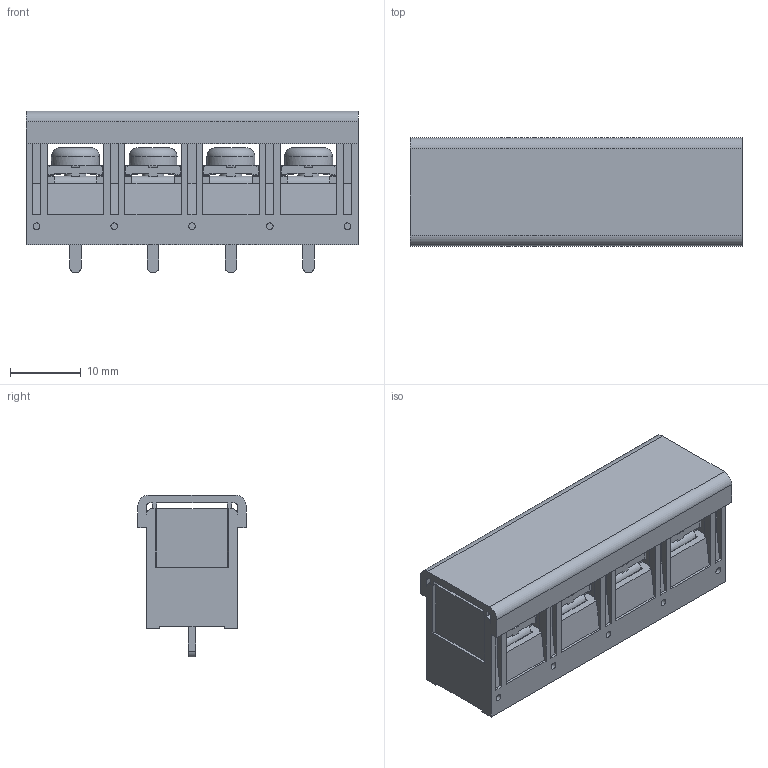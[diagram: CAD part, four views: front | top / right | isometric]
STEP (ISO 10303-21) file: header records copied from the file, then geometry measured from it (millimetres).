
FILE_DESCRIPTION( ( 'Unknown' ), '1' );
FILE_NAME( 'BT26M101-20200813草B2--.stp', 'Unknown', ( 'Unknown' ), ( 'Unknown' ), 'XStep 1.0', 'Unknown', ' ' );
FILE_SCHEMA( ( 'CONFIG_CONTROL_DESIGN' ) );
Length unit declared in the file: millimetre
Products named in the file (1): 1
Bounding box: 47 x 15.3 x 22.9 mm (x, y, z)
Volume: 7748.6 mm3; surface area: 7999.9 mm2
Topology: 1 solids, 7 shells, 809 faces, 2324 edges, 1512 vertices
Faces by surface type: plane 639, cylinder 68, revolution 38, cone 30, bspline 16, sphere 10, torus 8
Full cylindrical faces by diameter (mm): 0.96 x5, 3.1 x4, 6.8 x4
Entity records: 27652 total; most frequent: CARTESIAN_POINT 6785, ORIENTED_EDGE 4590, DIRECTION 3916, EDGE_CURVE 2295, LINE 1712, VECTOR 1712, VERTEX_POINT 1504, AXIS2_PLACEMENT_3D 1083
